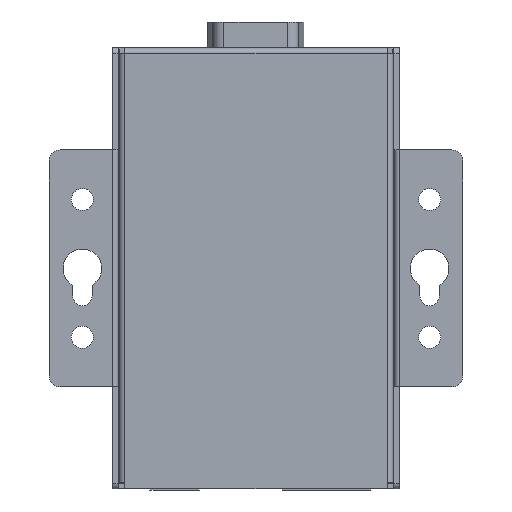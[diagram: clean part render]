
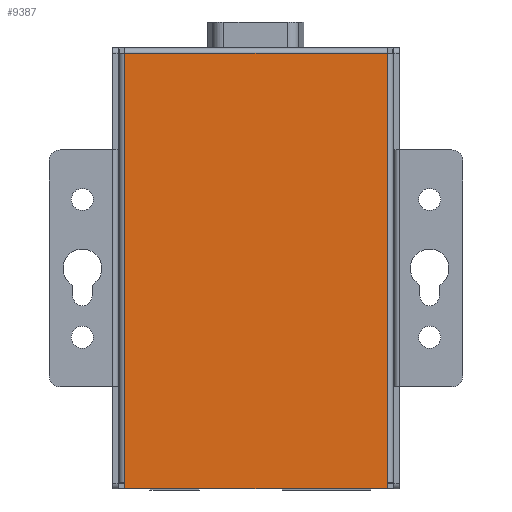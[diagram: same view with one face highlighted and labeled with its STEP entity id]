
A CAD part, front view. The second image highlights one B-rep face of the part: STEP entity #9387.
In plain terms, the highlighted planar face has unit normal (0, -1, 0).
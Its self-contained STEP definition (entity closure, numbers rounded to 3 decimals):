
#2021=DIRECTION('',(0.,0.,-1.));
#2022=VECTOR('',#2021,77.85);
#2023=CARTESIAN_POINT('',(-23.85,0.,39.5));
#2024=LINE('',#2023,#2022);
#2221=DIRECTION('',(0.,0.,1.));
#2222=VECTOR('',#2221,77.85);
#2223=CARTESIAN_POINT('',(23.85,0.,-38.35));
#2224=LINE('',#2223,#2222);
#2229=DIRECTION('',(0.,0.,-1.));
#2230=VECTOR('',#2229,1.15);
#2231=CARTESIAN_POINT('',(23.85,0.,-38.35));
#2232=LINE('',#2231,#2230);
#2233=DIRECTION('',(-1.,0.,0.));
#2234=VECTOR('',#2233,47.7);
#2235=CARTESIAN_POINT('',(23.85,0.,-39.5));
#2236=LINE('',#2235,#2234);
#2237=DIRECTION('',(0.,0.,1.));
#2238=VECTOR('',#2237,1.15);
#2239=CARTESIAN_POINT('',(-23.85,0.,-39.5));
#2240=LINE('',#2239,#2238);
#2245=DIRECTION('',(-1.,0.,0.));
#2246=VECTOR('',#2245,47.7);
#2247=CARTESIAN_POINT('',(23.85,0.,39.5));
#2248=LINE('',#2247,#2246);
#5275=CARTESIAN_POINT('',(23.85,0.,39.5));
#5277=VERTEX_POINT('',#5275);
#5322=CARTESIAN_POINT('',(-23.85,0.,39.5));
#5323=VERTEX_POINT('',#5322);
#6420=CARTESIAN_POINT('',(23.85,0.,-38.35));
#6421=VERTEX_POINT('',#6420);
#6423=CARTESIAN_POINT('',(23.85,0.,-39.5));
#6425=VERTEX_POINT('',#6423);
#6428=CARTESIAN_POINT('',(-23.85,0.,-39.5));
#6429=VERTEX_POINT('',#6428);
#6456=CARTESIAN_POINT('',(-23.85,0.,-38.35));
#6457=VERTEX_POINT('',#6456);
#9370=CARTESIAN_POINT('',(0.,0.,0.));
#9371=DIRECTION('',(0.,1.,0.));
#9372=DIRECTION('',(1.,0.,0.));
#9373=AXIS2_PLACEMENT_3D('',#9370,#9371,#9372);
#9374=PLANE('',#9373);
#9376=ORIENTED_EDGE('',*,*,#9375,.F.);
#9377=ORIENTED_EDGE('',*,*,#9361,.F.);
#9379=ORIENTED_EDGE('',*,*,#9378,.T.);
#9381=ORIENTED_EDGE('',*,*,#9380,.T.);
#9383=ORIENTED_EDGE('',*,*,#9382,.T.);
#9384=ORIENTED_EDGE('',*,*,#9154,.F.);
#9385=EDGE_LOOP('',(#9376,#9377,#9379,#9381,#9383,#9384));
#9386=FACE_OUTER_BOUND('',#9385,.F.);
#9154=EDGE_CURVE('',#5323,#6457,#2024,.T.);
#9361=EDGE_CURVE('',#6421,#5277,#2224,.T.);
#9375=EDGE_CURVE('',#5277,#5323,#2248,.T.);
#9378=EDGE_CURVE('',#6421,#6425,#2232,.T.);
#9380=EDGE_CURVE('',#6425,#6429,#2236,.T.);
#9382=EDGE_CURVE('',#6429,#6457,#2240,.T.);
#9387=ADVANCED_FACE('',(#9386),#9374,.F.);
